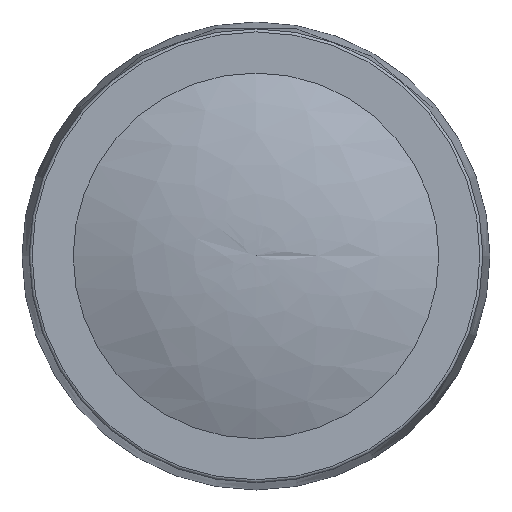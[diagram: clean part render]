
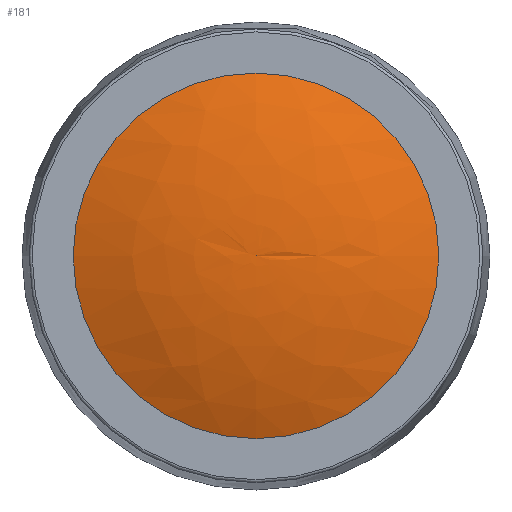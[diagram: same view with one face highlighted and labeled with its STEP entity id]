
A CAD part, top view. The second image highlights one B-rep face of the part: STEP entity #181.
In plain terms, the highlighted free-form (B-spline) face has degree [3, 3] with [4, 7] control points.
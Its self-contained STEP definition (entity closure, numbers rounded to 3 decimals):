
#181 = ADVANCED_FACE( '', ( #432, #433 ), #434, .T. );
#432 = FACE_BOUND( '', #778, .T. );
#433 = FACE_OUTER_BOUND( '', #779, .T. );
#434 = ( BOUNDED_SURFACE(  )B_SPLINE_SURFACE( 3, 3, ( ( #782, #783, #784, #785, #786, #787, #788 ), ( #789, #790, #791, #792, #793, #794, #795 ), ( #796, #797, #798, #799, #800, #801, #802 ), ( #803, #804, #805, #806, #807, #808, #809 ) ), .UNSPECIFIED., .F., .T., .F. )B_SPLINE_SURFACE_WITH_KNOTS( ( 4, 4 ), ( 4, 3, 4 ), ( 0., 6.283 ), ( 1.175, 1.389, 1.602 ), .UNSPECIFIED. )GEOMETRIC_REPRESENTATION_ITEM(  )RATIONAL_B_SPLINE_SURFACE( ( ( 1., 0.333, 0.333, 1., 0.333, 0.333, 1. ), ( 0.985, 0.328, 0.328, 0.985, 0.328, 0.328, 0.985 ), ( 0.985, 0.328, 0.328, 0.985, 0.328, 0.328, 0.985 ), ( 1., 0.333, 0.333, 1., 0.333, 0.333, 1. ) ) )REPRESENTATION_ITEM( '' )SURFACE(  ) );
#778 = VERTEX_LOOP( '', #1271 );
#779 = EDGE_LOOP( '', ( #1272 ) );
#782 = CARTESIAN_POINT( '', ( 0., 0., 27.6 ) );
#783 = CARTESIAN_POINT( '', ( 0., 0., 27.6 ) );
#784 = CARTESIAN_POINT( '', ( 0., 0., 27.6 ) );
#785 = CARTESIAN_POINT( '', ( 0., 0., 27.6 ) );
#786 = CARTESIAN_POINT( '', ( 0., 0., 27.6 ) );
#787 = CARTESIAN_POINT( '', ( 0., 0., 27.6 ) );
#788 = CARTESIAN_POINT( '', ( 0., 0., 27.6 ) );
#789 = CARTESIAN_POINT( '', ( 4.3, 0., 27.735 ) );
#790 = CARTESIAN_POINT( '', ( 4.3, 8.599, 27.735 ) );
#791 = CARTESIAN_POINT( '', ( -4.3, 8.599, 27.735 ) );
#792 = CARTESIAN_POINT( '', ( -4.3, 0., 27.735 ) );
#793 = CARTESIAN_POINT( '', ( -4.3, -8.599, 27.735 ) );
#794 = CARTESIAN_POINT( '', ( 4.3, -8.599, 27.735 ) );
#795 = CARTESIAN_POINT( '', ( 4.3, 0., 27.735 ) );
#796 = CARTESIAN_POINT( '', ( 8.53, 0., 26.957 ) );
#797 = CARTESIAN_POINT( '', ( 8.53, 17.06, 26.957 ) );
#798 = CARTESIAN_POINT( '', ( -8.53, 17.06, 26.957 ) );
#799 = CARTESIAN_POINT( '', ( -8.53, 0., 26.957 ) );
#800 = CARTESIAN_POINT( '', ( -8.53, -17.06, 26.957 ) );
#801 = CARTESIAN_POINT( '', ( 8.53, -17.06, 26.957 ) );
#802 = CARTESIAN_POINT( '', ( 8.53, 0., 26.957 ) );
#803 = CARTESIAN_POINT( '', ( 12.5, 0., 25.3 ) );
#804 = CARTESIAN_POINT( '', ( 12.5, 25., 25.3 ) );
#805 = CARTESIAN_POINT( '', ( -12.5, 25., 25.3 ) );
#806 = CARTESIAN_POINT( '', ( -12.5, 0., 25.3 ) );
#807 = CARTESIAN_POINT( '', ( -12.5, -25., 25.3 ) );
#808 = CARTESIAN_POINT( '', ( 12.5, -25., 25.3 ) );
#809 = CARTESIAN_POINT( '', ( 12.5, 0., 25.3 ) );
#1271 = VERTEX_POINT( '', #1797 );
#1272 = ORIENTED_EDGE( '', *, *, #1741, .T. );
#1741 = EDGE_CURVE( '', #2019, #2019, #2020, .T. );
#1797 = CARTESIAN_POINT( '', ( 0., 0., 27.6 ) );
#2019 = VERTEX_POINT( '', #2432 );
#2020 = CIRCLE( '', #2433, 12.5 );
#2432 = CARTESIAN_POINT( '', ( 12.5, 0., 25.3 ) );
#2433 = AXIS2_PLACEMENT_3D( '', #2916, #2917, #2918 );
#2916 = CARTESIAN_POINT( '', ( 0., 0., 25.3 ) );
#2917 = DIRECTION( '', ( 0., 0., 1. ) );
#2918 = DIRECTION( '', ( 1., 0., 0. ) );
